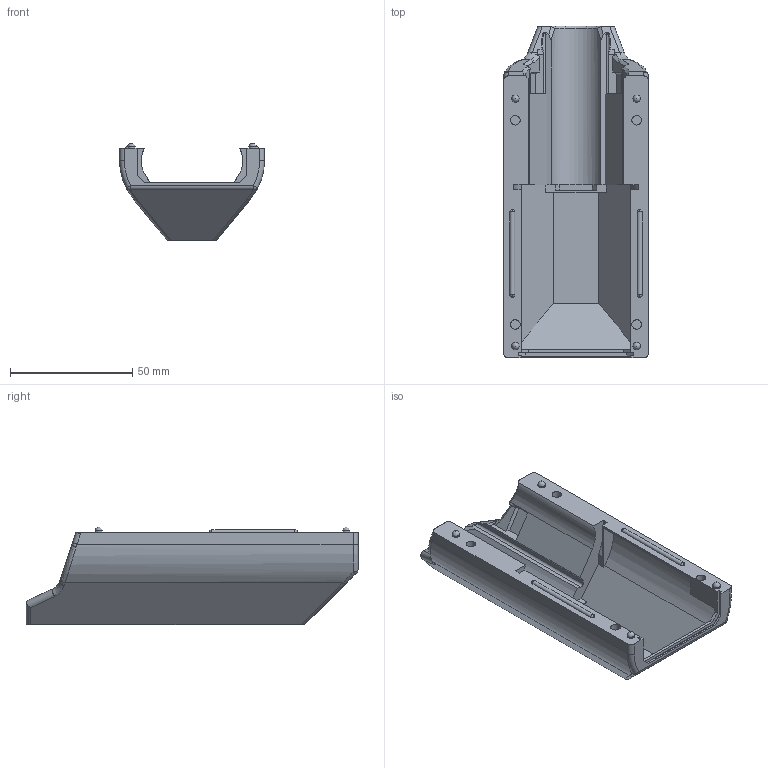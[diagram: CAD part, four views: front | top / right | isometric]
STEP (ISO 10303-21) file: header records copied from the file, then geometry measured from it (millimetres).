
FILE_DESCRIPTION(/* description */ ('Controller Body, M12 Battery Housing'),/* implementation_level */ '2;1');
FILE_NAME(/* name */ 'M12 Battery Thruhole Controller Body.step',/* time_stamp */ '2023-07-15T12:32:28-07:00',/* author */ (''),/* organization */ (''),/* preprocessor_version */ 'ST-DEVELOPER v19.2',/* originating_system */ 'Autodesk Translation Framework v12.6.0.85',/* authorisation */ '');
FILE_SCHEMA (('AUTOMOTIVE_DESIGN { 1 0 10303 214 3 1 1 }'));
Length unit declared in the file: millimetre
Products named in the file (1): P-TET-000173
Bounding box: 59.4 x 136.02 x 39.93 mm (x, y, z)
Volume: 54355.3 mm3; surface area: 31553.9 mm2
Topology: 1 solids, 1 shells, 204 faces, 552 edges, 356 vertices
Faces by surface type: plane 109, bspline 40, cylinder 38, sphere 14, torus 2, cone 1
Full cylindrical faces by diameter (mm): 3 x4, 3.9 x4
Entity records: 7318 total; most frequent: CARTESIAN_POINT 2396, ORIENTED_EDGE 1096, DIRECTION 891, EDGE_CURVE 548, VERTEX_POINT 356, LINE 339, VECTOR 339, AXIS2_PLACEMENT_3D 276
